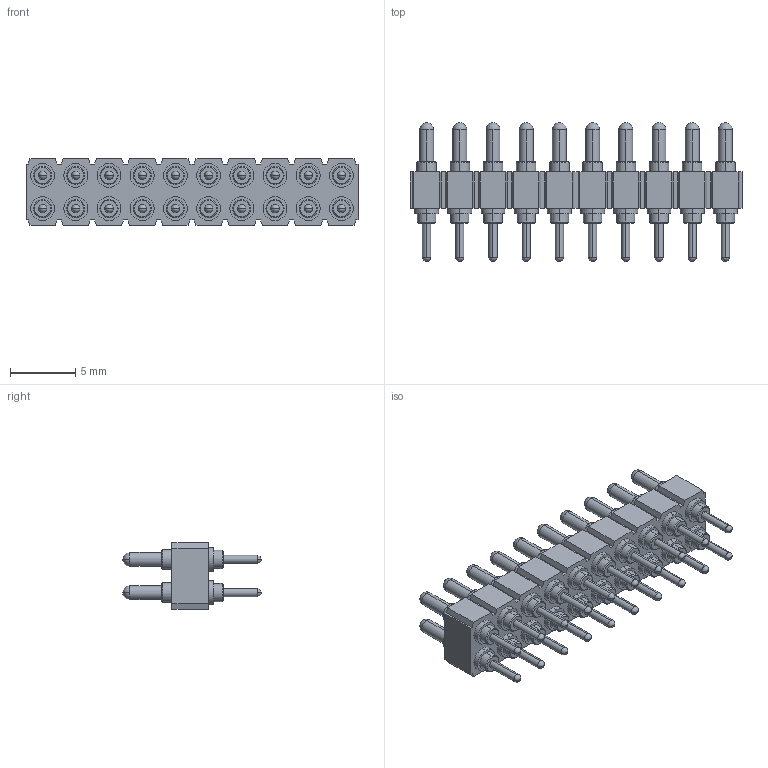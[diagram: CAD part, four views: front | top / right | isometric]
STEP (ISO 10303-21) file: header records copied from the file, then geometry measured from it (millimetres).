
FILE_DESCRIPTION (( 'STEP AP214' ), '1' );
FILE_NAME ('mill-max-827-22-020-10-001101.STEP', '2022-08-12T08:32:15', ( '' ), ( '' ), 'SwSTEP 2.0', 'SolidWorks 2022', '' );
FILE_SCHEMA (( 'AUTOMOTIVE_DESIGN' ));
Length unit declared in the file: inch
Products named in the file (3): mill-max-827-22-020-10-001101; P4XX-28-010-00-090000_P420-28-010-00-090000; 0914_default
Assembly tree (21 placements, depth 2):
  mill-max-827-22-020-10-001101
    P4XX-28-010-00-090000_P420-28-010-00-090000
    0914_default  x20
Bounding box: 25.4 x 10.59 x 5.08 mm (x, y, z)
Volume: 476.2 mm3; surface area: 1488.8 mm2
Topology: 21 solids, 21 shells, 666 faces, 1572 edges, 968 vertices
Faces by surface type: cylinder 280, plane 186, cone 120, sphere 80
Entity records: 5284 total; most frequent: DIRECTION 900, CARTESIAN_POINT 889, ORIENTED_EDGE 856, EDGE_CURVE 428, LINE 310, VECTOR 310, AXIS2_PLACEMENT_3D 295, VERTEX_POINT 284
